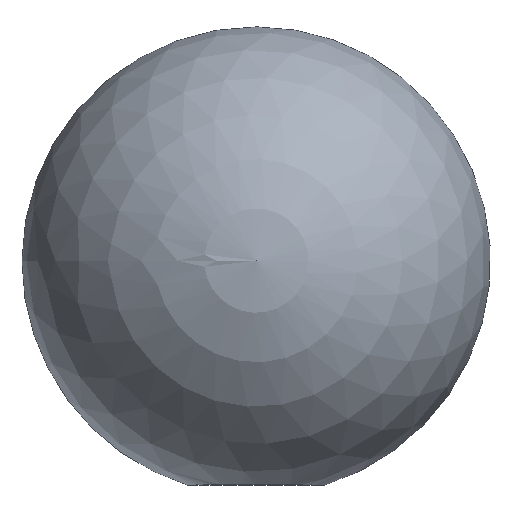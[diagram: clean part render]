
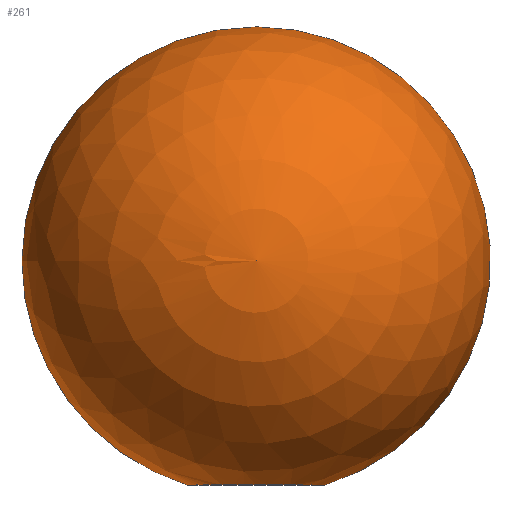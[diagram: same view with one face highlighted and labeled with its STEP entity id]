
A CAD part, top view. The second image highlights one B-rep face of the part: STEP entity #261.
In plain terms, the highlighted spherical face has radius 7.5 mm.
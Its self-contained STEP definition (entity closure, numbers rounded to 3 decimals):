
#8 = DIRECTION ( 'NONE',  ( 0., -1., 0. ) ) ;
#9 = DIRECTION ( 'NONE',  ( 0., 0., 1. ) ) ;
#10 = EDGE_CURVE ( 'NONE', #176, #278, #146, .T. ) ;
#35 = AXIS2_PLACEMENT_3D ( 'NONE', #76, #73, #100 ) ;
#38 = CIRCLE ( 'NONE', #120, 2.196 ) ;
#44 = DIRECTION ( 'NONE',  ( 0., 0., -1. ) ) ;
#48 = CARTESIAN_POINT ( 'NONE',  ( 0., 7.5, 0. ) ) ;
#51 = DIRECTION ( 'NONE',  ( 0., -1., 0. ) ) ;
#52 = ORIENTED_EDGE ( 'NONE', *, *, #106, .F. ) ;
#53 = EDGE_LOOP ( 'NONE', ( #105, #125, #52, #287 ) ) ;
#70 = CARTESIAN_POINT ( 'NONE',  ( 2.196, 0.329, 0. ) ) ;
#73 = DIRECTION ( 'NONE',  ( 0., 0., -1. ) ) ;
#76 = CARTESIAN_POINT ( 'NONE',  ( 0., 7.5, 0. ) ) ;
#78 = FACE_OUTER_BOUND ( 'NONE', #53, .T. ) ;
#98 = CARTESIAN_POINT ( 'NONE',  ( 0., 15., 0. ) ) ;
#100 = DIRECTION ( 'NONE',  ( -1., 0., 0. ) ) ;
#105 = ORIENTED_EDGE ( 'NONE', *, *, #159, .F. ) ;
#106 = EDGE_CURVE ( 'NONE', #217, #278, #226, .T. ) ;
#107 = AXIS2_PLACEMENT_3D ( 'NONE', #48, #44, #286 ) ;
#113 = DIRECTION ( 'NONE',  ( 1., 0., 0. ) ) ;
#119 = CARTESIAN_POINT ( 'NONE',  ( 0., 0.329, 0. ) ) ;
#120 = AXIS2_PLACEMENT_3D ( 'NONE', #135, #8, #9 ) ;
#125 = ORIENTED_EDGE ( 'NONE', *, *, #10, .T. ) ;
#135 = CARTESIAN_POINT ( 'NONE',  ( 0., 0.329, 0. ) ) ;
#138 = AXIS2_PLACEMENT_3D ( 'NONE', #282, #163, #113 ) ;
#146 = CIRCLE ( 'NONE', #138, 7.5 ) ;
#154 = CARTESIAN_POINT ( 'NONE',  ( 0., 0.329, 2.196 ) ) ;
#159 = EDGE_CURVE ( 'NONE', #176, #201, #254, .T. ) ;
#163 = DIRECTION ( 'NONE',  ( 0., 0., 1. ) ) ;
#175 = AXIS2_PLACEMENT_3D ( 'NONE', #119, #51, #232 ) ;
#176 = VERTEX_POINT ( 'NONE', #98 ) ;
#201 = VERTEX_POINT ( 'NONE', #70 ) ;
#217 = VERTEX_POINT ( 'NONE', #154 ) ;
#226 = CIRCLE ( 'NONE', #175, 2.196 ) ;
#232 = DIRECTION ( 'NONE',  ( 0., 0., 1. ) ) ;
#237 = SPHERICAL_SURFACE ( 'NONE', #107, 7.5 ) ;
#254 = CIRCLE ( 'NONE', #35, 7.5 ) ;
#261 = ADVANCED_FACE ( 'NONE', ( #78 ), #237, .T. ) ;
#266 = EDGE_CURVE ( 'NONE', #201, #217, #38, .T. ) ;
#278 = VERTEX_POINT ( 'NONE', #293 ) ;
#282 = CARTESIAN_POINT ( 'NONE',  ( 0., 7.5, 0. ) ) ;
#286 = DIRECTION ( 'NONE',  ( -1., 0., 0. ) ) ;
#287 = ORIENTED_EDGE ( 'NONE', *, *, #266, .F. ) ;
#293 = CARTESIAN_POINT ( 'NONE',  ( -2.196, 0.329, 0. ) ) ;
